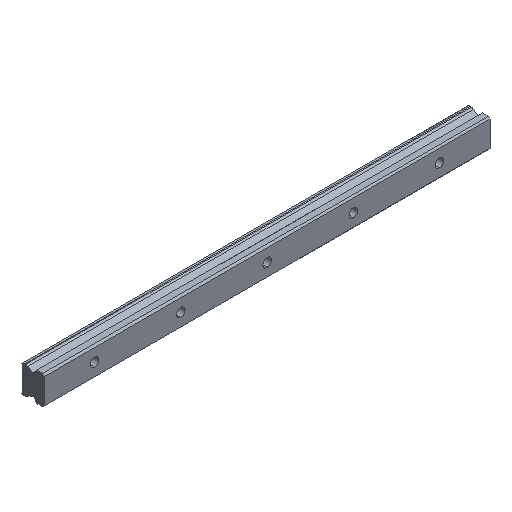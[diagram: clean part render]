
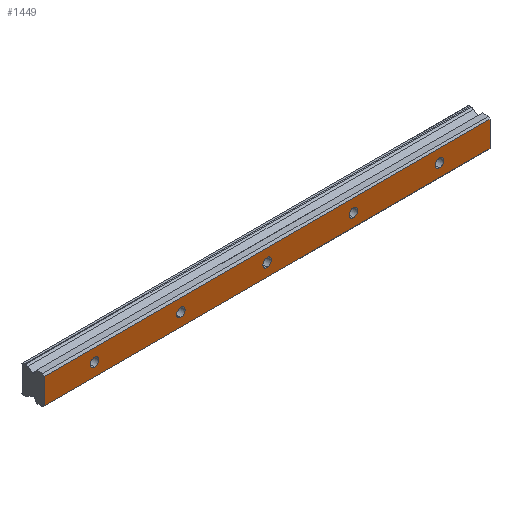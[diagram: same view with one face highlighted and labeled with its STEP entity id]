
A CAD part, isometric view. The second image highlights one B-rep face of the part: STEP entity #1449.
In plain terms, the highlighted planar face has unit normal (0, -1, 0).
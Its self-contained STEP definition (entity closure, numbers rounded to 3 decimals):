
#2 = EDGE_CURVE ( 'NONE', #1549, #897, #1353, .T. ) ;
#5 = DIRECTION ( 'NONE',  ( 0., -1., 0. ) ) ;
#14 = AXIS2_PLACEMENT_3D ( 'NONE', #84, #75, #1686 ) ;
#22 = VERTEX_POINT ( 'NONE', #1376 ) ;
#30 = CIRCLE ( 'NONE', #1299, 3. ) ;
#54 = CARTESIAN_POINT ( 'NONE',  ( 60., 0., 0. ) ) ;
#75 = DIRECTION ( 'NONE',  ( 0., 1., 0. ) ) ;
#84 = CARTESIAN_POINT ( 'NONE',  ( 275., 0., 8.82 ) ) ;
#85 = VERTEX_POINT ( 'NONE', #707 ) ;
#125 = CIRCLE ( 'NONE', #1203, 3. ) ;
#129 = CARTESIAN_POINT ( 'NONE',  ( 120., 0., 3. ) ) ;
#133 = EDGE_LOOP ( 'NONE', ( #1642, #266 ) ) ;
#148 = EDGE_LOOP ( 'NONE', ( #939, #321, #161, #555 ) ) ;
#149 = DIRECTION ( 'NONE',  ( 1., 0., 0. ) ) ;
#150 = VERTEX_POINT ( 'NONE', #757 ) ;
#161 = ORIENTED_EDGE ( 'NONE', *, *, #1173, .F. ) ;
#193 = CARTESIAN_POINT ( 'NONE',  ( 120., 0., 0. ) ) ;
#195 = AXIS2_PLACEMENT_3D ( 'NONE', #1123, #1384, #621 ) ;
#196 = DIRECTION ( 'NONE',  ( 0., 0., -1. ) ) ;
#202 = DIRECTION ( 'NONE',  ( 0., 0., 1. ) ) ;
#245 = EDGE_CURVE ( 'NONE', #1076, #1573, #339, .T. ) ;
#266 = ORIENTED_EDGE ( 'NONE', *, *, #850, .F. ) ;
#271 = AXIS2_PLACEMENT_3D ( 'NONE', #280, #802, #1445 ) ;
#280 = CARTESIAN_POINT ( 'NONE',  ( 240., 0., 0. ) ) ;
#321 = ORIENTED_EDGE ( 'NONE', *, *, #519, .F. ) ;
#339 = CIRCLE ( 'NONE', #195, 3. ) ;
#354 = VECTOR ( 'NONE', #1408, 1000. ) ;
#355 = CARTESIAN_POINT ( 'NONE',  ( 60., 0., 3. ) ) ;
#360 = FACE_BOUND ( 'NONE', #1241, .T. ) ;
#365 = DIRECTION ( 'NONE',  ( 0., 0., 1. ) ) ;
#381 = EDGE_LOOP ( 'NONE', ( #1194, #1556 ) ) ;
#385 = ORIENTED_EDGE ( 'NONE', *, *, #1040, .F. ) ;
#460 = AXIS2_PLACEMENT_3D ( 'NONE', #514, #5, #1588 ) ;
#467 = LINE ( 'NONE', #1524, #354 ) ;
#500 = FACE_BOUND ( 'NONE', #381, .T. ) ;
#514 = CARTESIAN_POINT ( 'NONE',  ( 180., 0., 0. ) ) ;
#519 = EDGE_CURVE ( 'NONE', #150, #1425, #1380, .T. ) ;
#523 = VECTOR ( 'NONE', #831, 1000. ) ;
#532 = EDGE_CURVE ( 'NONE', #22, #1456, #1493, .T. ) ;
#548 = DIRECTION ( 'NONE',  ( 0., -1., 0. ) ) ;
#551 = EDGE_LOOP ( 'NONE', ( #993, #1613 ) ) ;
#555 = ORIENTED_EDGE ( 'NONE', *, *, #532, .F. ) ;
#568 = AXIS2_PLACEMENT_3D ( 'NONE', #1615, #1467, #991 ) ;
#621 = DIRECTION ( 'NONE',  ( 0., 0., 1. ) ) ;
#622 = CIRCLE ( 'NONE', #460, 3. ) ;
#695 = EDGE_LOOP ( 'NONE', ( #1439, #385 ) ) ;
#707 = CARTESIAN_POINT ( 'NONE',  ( 0., 0., 3. ) ) ;
#708 = DIRECTION ( 'NONE',  ( 0., -1., 0. ) ) ;
#743 = DIRECTION ( 'NONE',  ( 0., 0., 1. ) ) ;
#750 = CARTESIAN_POINT ( 'NONE',  ( 180., 0., 0. ) ) ;
#757 = CARTESIAN_POINT ( 'NONE',  ( 275., 0., 8.82 ) ) ;
#759 = CARTESIAN_POINT ( 'NONE',  ( 0., 0., 0. ) ) ;
#786 = DIRECTION ( 'NONE',  ( 0., -1., 0. ) ) ;
#802 = DIRECTION ( 'NONE',  ( 0., -1., 0. ) ) ;
#803 = CARTESIAN_POINT ( 'NONE',  ( 180., 0., 3. ) ) ;
#810 = CARTESIAN_POINT ( 'NONE',  ( 240., 0., -3. ) ) ;
#821 = ORIENTED_EDGE ( 'NONE', *, *, #1597, .F. ) ;
#831 = DIRECTION ( 'NONE',  ( 0., 0., 1. ) ) ;
#850 = EDGE_CURVE ( 'NONE', #897, #1549, #1715, .T. ) ;
#887 = FACE_BOUND ( 'NONE', #695, .T. ) ;
#897 = VERTEX_POINT ( 'NONE', #1506 ) ;
#922 = EDGE_CURVE ( 'NONE', #1573, #1076, #30, .T. ) ;
#936 = CARTESIAN_POINT ( 'NONE',  ( 275., 0., 8.82 ) ) ;
#939 = ORIENTED_EDGE ( 'NONE', *, *, #1463, .F. ) ;
#951 = CARTESIAN_POINT ( 'NONE',  ( 240., 0., 3. ) ) ;
#955 = VECTOR ( 'NONE', #149, 1000. ) ;
#965 = CARTESIAN_POINT ( 'NONE',  ( 275., 0., 8.82 ) ) ;
#991 = DIRECTION ( 'NONE',  ( 0., 0., 1. ) ) ;
#993 = ORIENTED_EDGE ( 'NONE', *, *, #245, .F. ) ;
#1006 = DIRECTION ( 'NONE',  ( 0., -1., 0. ) ) ;
#1031 = DIRECTION ( 'NONE',  ( 0., -1., 0. ) ) ;
#1032 = EDGE_CURVE ( 'NONE', #1433, #1131, #1422, .T. ) ;
#1039 = CARTESIAN_POINT ( 'NONE',  ( 120., 0., 0. ) ) ;
#1040 = EDGE_CURVE ( 'NONE', #1502, #85, #1285, .T. ) ;
#1054 = CARTESIAN_POINT ( 'NONE',  ( 0., 0., 0. ) ) ;
#1076 = VERTEX_POINT ( 'NONE', #355 ) ;
#1106 = AXIS2_PLACEMENT_3D ( 'NONE', #193, #1369, #1351 ) ;
#1123 = CARTESIAN_POINT ( 'NONE',  ( 60., 0., 0. ) ) ;
#1131 = VERTEX_POINT ( 'NONE', #803 ) ;
#1144 = EDGE_CURVE ( 'NONE', #85, #1502, #125, .T. ) ;
#1148 = FACE_OUTER_BOUND ( 'NONE', #148, .T. ) ;
#1173 = EDGE_CURVE ( 'NONE', #1456, #150, #1469, .T. ) ;
#1194 = ORIENTED_EDGE ( 'NONE', *, *, #1611, .F. ) ;
#1203 = AXIS2_PLACEMENT_3D ( 'NONE', #1054, #548, #1440 ) ;
#1204 = VERTEX_POINT ( 'NONE', #810 ) ;
#1219 = VECTOR ( 'NONE', #196, 1000. ) ;
#1241 = EDGE_LOOP ( 'NONE', ( #821, #1468 ) ) ;
#1252 = CARTESIAN_POINT ( 'NONE',  ( 180., 0., -3. ) ) ;
#1259 = PLANE ( 'NONE',  #14 ) ;
#1268 = FACE_BOUND ( 'NONE', #133, .T. ) ;
#1285 = CIRCLE ( 'NONE', #1618, 3. ) ;
#1299 = AXIS2_PLACEMENT_3D ( 'NONE', #54, #708, #202 ) ;
#1312 = CIRCLE ( 'NONE', #568, 3. ) ;
#1351 = DIRECTION ( 'NONE',  ( 0., 0., 1. ) ) ;
#1353 = CIRCLE ( 'NONE', #1460, 3. ) ;
#1362 = VERTEX_POINT ( 'NONE', #951 ) ;
#1369 = DIRECTION ( 'NONE',  ( 0., -1., 0. ) ) ;
#1376 = CARTESIAN_POINT ( 'NONE',  ( -35., 0., -8.82 ) ) ;
#1380 = LINE ( 'NONE', #965, #1219 ) ;
#1383 = CARTESIAN_POINT ( 'NONE',  ( -35., 0., 8.82 ) ) ;
#1384 = DIRECTION ( 'NONE',  ( 0., -1., 0. ) ) ;
#1387 = CARTESIAN_POINT ( 'NONE',  ( -35., 0., 8.82 ) ) ;
#1408 = DIRECTION ( 'NONE',  ( -1., 0., 0. ) ) ;
#1422 = CIRCLE ( 'NONE', #1478, 3. ) ;
#1425 = VERTEX_POINT ( 'NONE', #1555 ) ;
#1433 = VERTEX_POINT ( 'NONE', #1252 ) ;
#1438 = CARTESIAN_POINT ( 'NONE',  ( 60., 0., -3. ) ) ;
#1439 = ORIENTED_EDGE ( 'NONE', *, *, #1144, .F. ) ;
#1440 = DIRECTION ( 'NONE',  ( 0., 0., 1. ) ) ;
#1445 = DIRECTION ( 'NONE',  ( 0., 0., 1. ) ) ;
#1449 = ADVANCED_FACE ( 'NONE', ( #1148, #887, #500, #360, #1268, #1654 ), #1259, .F. ) ;
#1456 = VERTEX_POINT ( 'NONE', #1383 ) ;
#1460 = AXIS2_PLACEMENT_3D ( 'NONE', #1039, #786, #1565 ) ;
#1463 = EDGE_CURVE ( 'NONE', #1425, #22, #467, .T. ) ;
#1467 = DIRECTION ( 'NONE',  ( 0., -1., 0. ) ) ;
#1468 = ORIENTED_EDGE ( 'NONE', *, *, #1032, .F. ) ;
#1469 = LINE ( 'NONE', #936, #955 ) ;
#1478 = AXIS2_PLACEMENT_3D ( 'NONE', #750, #1006, #743 ) ;
#1493 = LINE ( 'NONE', #1387, #523 ) ;
#1502 = VERTEX_POINT ( 'NONE', #1662 ) ;
#1506 = CARTESIAN_POINT ( 'NONE',  ( 120., 0., -3. ) ) ;
#1524 = CARTESIAN_POINT ( 'NONE',  ( 275., 0., -8.82 ) ) ;
#1539 = CIRCLE ( 'NONE', #271, 3. ) ;
#1549 = VERTEX_POINT ( 'NONE', #129 ) ;
#1555 = CARTESIAN_POINT ( 'NONE',  ( 275., 0., -8.82 ) ) ;
#1556 = ORIENTED_EDGE ( 'NONE', *, *, #1695, .F. ) ;
#1565 = DIRECTION ( 'NONE',  ( 0., 0., 1. ) ) ;
#1573 = VERTEX_POINT ( 'NONE', #1438 ) ;
#1588 = DIRECTION ( 'NONE',  ( 0., 0., 1. ) ) ;
#1597 = EDGE_CURVE ( 'NONE', #1131, #1433, #622, .T. ) ;
#1611 = EDGE_CURVE ( 'NONE', #1362, #1204, #1539, .T. ) ;
#1613 = ORIENTED_EDGE ( 'NONE', *, *, #922, .F. ) ;
#1615 = CARTESIAN_POINT ( 'NONE',  ( 240., 0., 0. ) ) ;
#1618 = AXIS2_PLACEMENT_3D ( 'NONE', #759, #1031, #365 ) ;
#1642 = ORIENTED_EDGE ( 'NONE', *, *, #2, .F. ) ;
#1654 = FACE_BOUND ( 'NONE', #551, .T. ) ;
#1662 = CARTESIAN_POINT ( 'NONE',  ( 0., 0., -3. ) ) ;
#1686 = DIRECTION ( 'NONE',  ( 0., 0., 1. ) ) ;
#1695 = EDGE_CURVE ( 'NONE', #1204, #1362, #1312, .T. ) ;
#1715 = CIRCLE ( 'NONE', #1106, 3. ) ;
